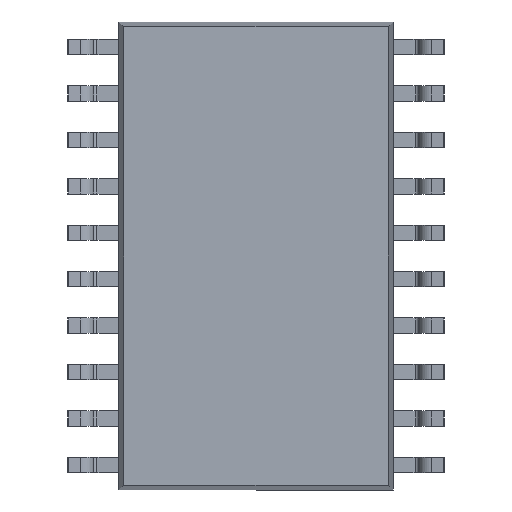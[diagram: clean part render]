
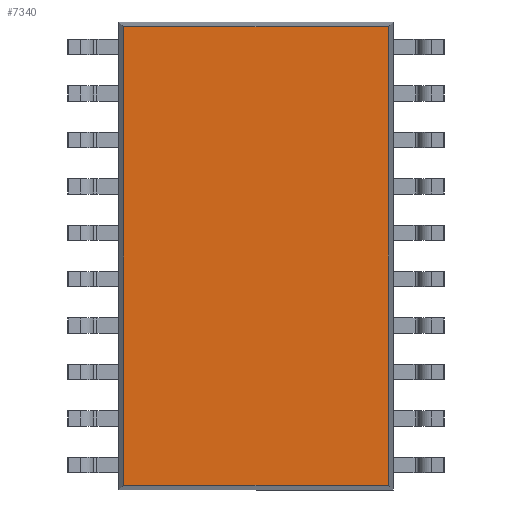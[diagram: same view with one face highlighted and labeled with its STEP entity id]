
A CAD part, front view. The second image highlights one B-rep face of the part: STEP entity #7340.
In plain terms, the highlighted planar face has unit normal (0, -1, 0).
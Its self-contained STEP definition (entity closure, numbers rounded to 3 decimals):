
#85 = EDGE_CURVE ( 'NONE', #6715, #8283, #5498, .T. ) ;
#270 = DIRECTION ( 'NONE',  ( 0., -1., 0. ) ) ;
#697 = VERTEX_POINT ( 'NONE', #1566 ) ;
#1566 = CARTESIAN_POINT ( 'NONE',  ( 3.62, 0.25, -6.27 ) ) ;
#1643 = LINE ( 'NONE', #4584, #5065 ) ;
#1815 = DIRECTION ( 'NONE',  ( 0., 0., -1. ) ) ;
#1994 = CARTESIAN_POINT ( 'NONE',  ( -3.62, 0.25, 6.4 ) ) ;
#2581 = DIRECTION ( 'NONE',  ( 0., 0., -1. ) ) ;
#2816 = VECTOR ( 'NONE', #7348, 1000. ) ;
#3008 = VECTOR ( 'NONE', #1815, 1000. ) ;
#3094 = LINE ( 'NONE', #4477, #2816 ) ;
#3114 = PLANE ( 'NONE',  #8356 ) ;
#3287 = EDGE_CURVE ( 'NONE', #7716, #6715, #4361, .T. ) ;
#3904 = ORIENTED_EDGE ( 'NONE', *, *, #85, .T. ) ;
#4361 = LINE ( 'NONE', #5066, #5182 ) ;
#4477 = CARTESIAN_POINT ( 'NONE',  ( -3.75, 0.25, -6.27 ) ) ;
#4584 = CARTESIAN_POINT ( 'NONE',  ( 3.62, 0.25, -6.4 ) ) ;
#4690 = CARTESIAN_POINT ( 'NONE',  ( -3.62, 0.25, -6.27 ) ) ;
#4875 = ORIENTED_EDGE ( 'NONE', *, *, #7253, .T. ) ;
#5065 = VECTOR ( 'NONE', #6568, 1000. ) ;
#5066 = CARTESIAN_POINT ( 'NONE',  ( 3.75, 0.25, 6.27 ) ) ;
#5121 = CARTESIAN_POINT ( 'NONE',  ( -3.62, 0.25, 6.27 ) ) ;
#5152 = ORIENTED_EDGE ( 'NONE', *, *, #3287, .T. ) ;
#5182 = VECTOR ( 'NONE', #7966, 1000. ) ;
#5317 = ORIENTED_EDGE ( 'NONE', *, *, #9129, .T. ) ;
#5365 = CARTESIAN_POINT ( 'NONE',  ( 3.62, 0.25, 6.27 ) ) ;
#5498 = LINE ( 'NONE', #1994, #3008 ) ;
#5940 = EDGE_LOOP ( 'NONE', ( #3904, #5317, #4875, #5152 ) ) ;
#6001 = CARTESIAN_POINT ( 'NONE',  ( 0., 0.25, 0. ) ) ;
#6568 = DIRECTION ( 'NONE',  ( 0., 0., 1. ) ) ;
#6715 = VERTEX_POINT ( 'NONE', #5121 ) ;
#7253 = EDGE_CURVE ( 'NONE', #697, #7716, #1643, .T. ) ;
#7340 = ADVANCED_FACE ( 'NONE', ( #8810 ), #3114, .T. ) ;
#7348 = DIRECTION ( 'NONE',  ( 1., 0., 0. ) ) ;
#7716 = VERTEX_POINT ( 'NONE', #5365 ) ;
#7966 = DIRECTION ( 'NONE',  ( -1., 0., 0. ) ) ;
#8283 = VERTEX_POINT ( 'NONE', #4690 ) ;
#8356 = AXIS2_PLACEMENT_3D ( 'NONE', #6001, #270, #2581 ) ;
#8810 = FACE_OUTER_BOUND ( 'NONE', #5940, .T. ) ;
#9129 = EDGE_CURVE ( 'NONE', #8283, #697, #3094, .T. ) ;
